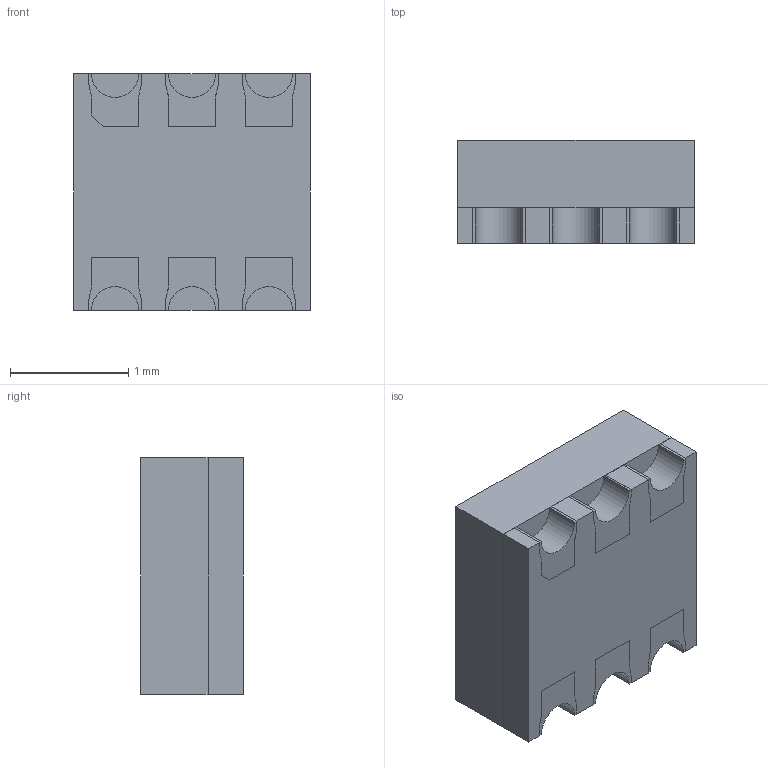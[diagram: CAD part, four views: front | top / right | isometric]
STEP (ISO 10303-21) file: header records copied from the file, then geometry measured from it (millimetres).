
FILE_DESCRIPTION (( 'STEP AP214' ), '1' );
FILE_NAME ('VEML6030.STEP', '2021-04-25T17:57:01', ( '' ), ( '' ), 'SwSTEP 2.0', 'SolidWorks 2018', '' );
FILE_SCHEMA (( 'AUTOMOTIVE_DESIGN' ));
Length unit declared in the file: millimetre
Products named in the file (1): VEML6030
Bounding box: 2 x 0.87 x 2 mm (x, y, z)
Volume: 3.6 mm3; surface area: 30.4 mm2
Topology: 15 solids, 15 shells, 230 faces, 573 edges, 374 vertices
Faces by surface type: plane 171, cylinder 59
Entity records: 7129 total; most frequent: CARTESIAN_POINT 1445, ORIENTED_EDGE 1146, DIRECTION 1040, EDGE_CURVE 573, VECTOR 390, LINE 390, VERTEX_POINT 374, AXIS2_PLACEMENT_3D 325
